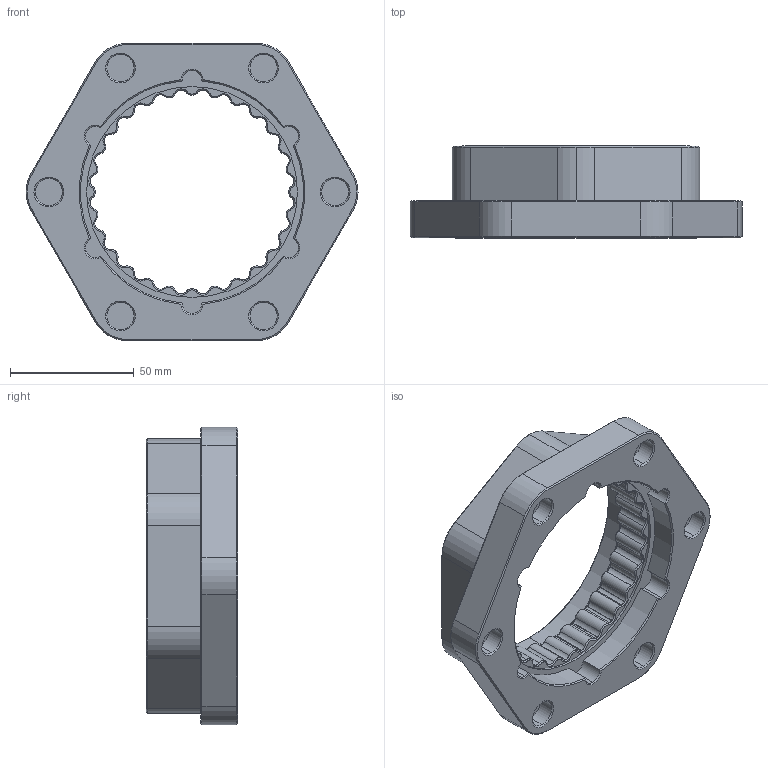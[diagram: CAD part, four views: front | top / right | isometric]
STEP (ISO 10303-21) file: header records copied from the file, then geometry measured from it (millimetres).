
FILE_DESCRIPTION (( 'STEP AP214' ), '1' );
FILE_NAME ('Output Assembly.STEP', '2023-08-13T18:46:56', ( '' ), ( '' ), 'SwSTEP 2.0', 'SolidWorks 2022', '' );
FILE_SCHEMA (( 'AUTOMOTIVE_DESIGN' ));
Length unit declared in the file: millimetre
Products named in the file (1): Output Assembly
Bounding box: 133.92 x 37 x 120 mm (x, y, z)
Volume: 153131.4 mm3; surface area: 51093.8 mm2
Topology: 2 solids, 2 shells, 567 faces, 1332 edges, 784 vertices
Faces by surface type: cone 314, cylinder 204, plane 49
Entity records: 16659 total; most frequent: CARTESIAN_POINT 3164, DIRECTION 3158, ORIENTED_EDGE 2664, EDGE_CURVE 1332, AXIS2_PLACEMENT_3D 1290, VERTEX_POINT 784, CIRCLE 722, EDGE_LOOP 586
